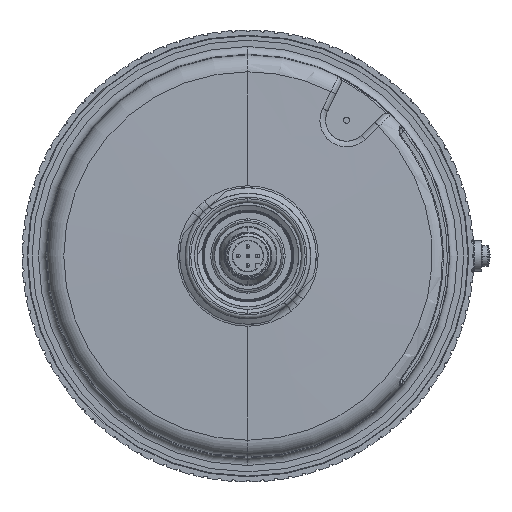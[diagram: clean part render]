
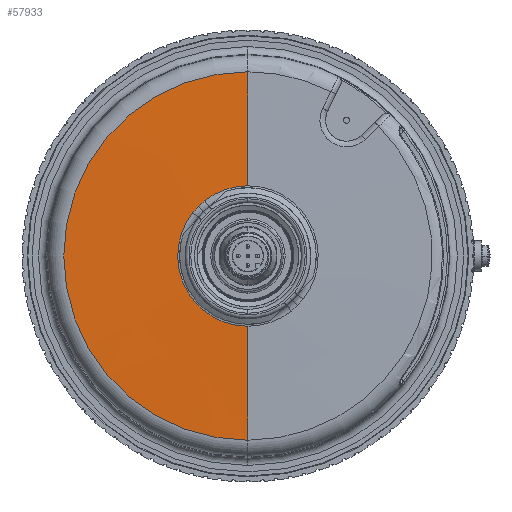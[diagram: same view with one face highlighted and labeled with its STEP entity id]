
A CAD part, front view. The second image highlights one B-rep face of the part: STEP entity #57933.
In plain terms, the highlighted conical face has half-angle 89 degrees and reference radius 33.329 mm.
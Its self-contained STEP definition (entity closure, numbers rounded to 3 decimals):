
#16722=CARTESIAN_POINT('',(-11.433,0.007,
14.436));
#16723=CARTESIAN_POINT('',(-11.605,0.007,
14.275));
#16724=CARTESIAN_POINT('',(-11.95,0.006,
13.954));
#16725=CARTESIAN_POINT('',(-12.469,0.006,
13.469));
#16726=CARTESIAN_POINT('',(-12.814,0.006,
13.148));
#16727=CARTESIAN_POINT('',(-12.987,0.006,
12.987));
#16729=CARTESIAN_POINT('',(-12.987,0.006,
12.987));
#16730=CARTESIAN_POINT('',(-13.148,0.006,
12.814));
#16731=CARTESIAN_POINT('',(-13.469,0.006,
12.469));
#16732=CARTESIAN_POINT('',(-13.954,0.006,
11.95));
#16733=CARTESIAN_POINT('',(-14.275,0.007,
11.605));
#16734=CARTESIAN_POINT('',(-14.436,0.007,
11.433));
#16736=CARTESIAN_POINT('',(0.,0.007,0.));
#16737=DIRECTION('',(0.,1.,0.));
#16738=DIRECTION('',(0.,0.,-1.));
#16739=AXIS2_PLACEMENT_3D('',#16736,#16737,#16738);
#16741=CARTESIAN_POINT('',(0.,0.529,0.));
#16742=DIRECTION('',(0.,-1.,0.));
#16743=DIRECTION('',(0.,0.,1.));
#16744=AXIS2_PLACEMENT_3D('',#16741,#16742,#16743);
#16746=CARTESIAN_POINT('',(0.,0.007,0.));
#16747=DIRECTION('',(0.,1.,0.));
#16748=DIRECTION('',(-0.621,0.,0.784));
#16749=AXIS2_PLACEMENT_3D('',#16746,#16747,#16748);
#16751=CARTESIAN_POINT('',(-12.987,0.006,
12.987));
#16782=CARTESIAN_POINT('',(-11.433,0.007,
14.436));
#16827=DIRECTION('',(0.,-0.017,-1.));
#16828=VECTOR('',#16827,29.892);
#16829=CARTESIAN_POINT('',(0.,0.529,48.302));
#16830=LINE('',#16829,#16828);
#16919=DIRECTION('',(0.,-0.017,1.));
#16920=VECTOR('',#16919,29.892);
#16921=CARTESIAN_POINT('',(0.,0.529,
-48.302));
#16922=LINE('',#16921,#16920);
#16985=CARTESIAN_POINT('',(-14.436,0.007,
11.433));
#40890=VERTEX_POINT('',#16782);
#40892=VERTEX_POINT('',#16751);
#40894=VERTEX_POINT('',#16985);
#41212=CARTESIAN_POINT('',(0.,0.529,48.302));
#41213=VERTEX_POINT('',#41212);
#41214=CARTESIAN_POINT('',(0.,0.529,
-48.302));
#41215=VERTEX_POINT('',#41214);
#41216=CARTESIAN_POINT('',(0.,0.007,18.415));
#41217=VERTEX_POINT('',#41216);
#41218=CARTESIAN_POINT('',(0.,0.007,-18.415));
#41219=VERTEX_POINT('',#41218);
#57913=CARTESIAN_POINT('',(0.,0.268,0.));
#57914=DIRECTION('',(0.,1.,0.));
#57915=DIRECTION('',(0.,0.,-1.));
#57916=AXIS2_PLACEMENT_3D('',#57913,#57914,#57915);
#57917=CONICAL_SURFACE('',#57916,33.329,89.);
#57919=ORIENTED_EDGE('',*,*,#57918,.T.);
#57921=ORIENTED_EDGE('',*,*,#57920,.T.);
#57923=ORIENTED_EDGE('',*,*,#57922,.F.);
#57925=ORIENTED_EDGE('',*,*,#57924,.F.);
#57926=ORIENTED_EDGE('',*,*,#57906,.F.);
#57928=ORIENTED_EDGE('',*,*,#57927,.T.);
#57930=ORIENTED_EDGE('',*,*,#57929,.F.);
#57931=EDGE_LOOP('',(#57919,#57921,#57923,#57925,#57926,#57928,#57930));
#57932=FACE_OUTER_BOUND('',#57931,.F.);
#57933=ADVANCED_FACE('',(#57932),#57917,.T.);
#16728=B_SPLINE_CURVE_WITH_KNOTS('',3,(#16722,#16723,#16724,#16725,#16726,
#16727),.UNSPECIFIED.,.F.,.F.,(4,1,1,4),(0.,0.333,
0.667,1.),.UNSPECIFIED.);
#16735=B_SPLINE_CURVE_WITH_KNOTS('',3,(#16729,#16730,#16731,#16732,#16733,
#16734),.UNSPECIFIED.,.F.,.F.,(4,1,1,4),(0.,0.333,
0.667,1.),.UNSPECIFIED.);
#16740=CIRCLE('',#16739,18.415);
#16745=CIRCLE('',#16744,48.302);
#16750=CIRCLE('',#16749,18.415);
#57906=EDGE_CURVE('',#41213,#41215,#16745,.T.);
#57918=EDGE_CURVE('',#40890,#40892,#16728,.T.);
#57920=EDGE_CURVE('',#40892,#40894,#16735,.T.);
#57922=EDGE_CURVE('',#41219,#40894,#16740,.T.);
#57924=EDGE_CURVE('',#41215,#41219,#16922,.T.);
#57927=EDGE_CURVE('',#41213,#41217,#16830,.T.);
#57929=EDGE_CURVE('',#40890,#41217,#16750,.T.);
